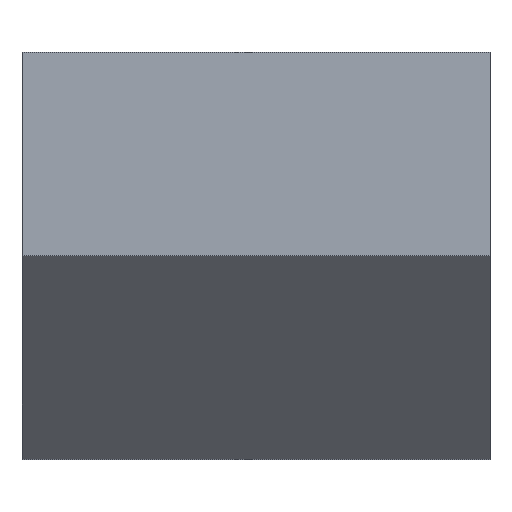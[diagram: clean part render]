
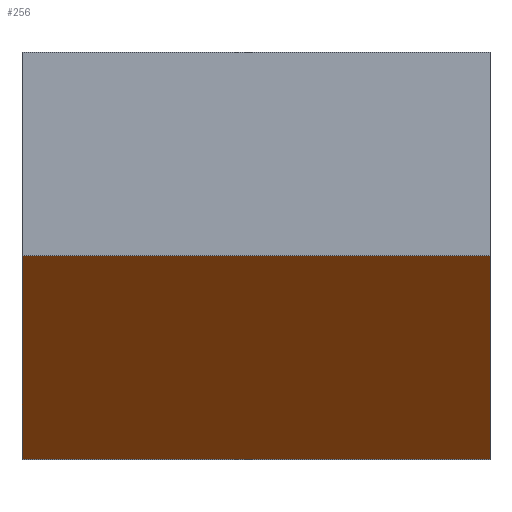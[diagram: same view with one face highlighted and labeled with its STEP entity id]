
A CAD part, top view. The second image highlights one B-rep face of the part: STEP entity #256.
In plain terms, the highlighted planar face has unit normal (0, -0.707, 0.707).
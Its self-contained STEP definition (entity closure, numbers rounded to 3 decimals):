
#39 = VERTEX_POINT('',#40);
#40 = CARTESIAN_POINT('',(0.,0.,2.735));
#47 = PLANE('',#48);
#48 = AXIS2_PLACEMENT_3D('',#49,#50,#51);
#49 = CARTESIAN_POINT('',(0.,0.,0.));
#50 = DIRECTION('',(1.,0.,0.));
#51 = DIRECTION('',(0.,0.,1.));
#59 = PLANE('',#60);
#60 = AXIS2_PLACEMENT_3D('',#61,#62,#63);
#61 = CARTESIAN_POINT('',(0.,0.,0.));
#62 = DIRECTION('',(0.,1.,0.));
#63 = DIRECTION('',(0.,0.,1.));
#128 = VERTEX_POINT('',#129);
#129 = CARTESIAN_POINT('',(0.,2.095,4.83));
#143 = PLANE('',#144);
#144 = AXIS2_PLACEMENT_3D('',#145,#146,#147);
#145 = CARTESIAN_POINT('',(0.,0.,4.83));
#146 = DIRECTION('',(0.,0.,1.));
#147 = DIRECTION('',(1.,0.,0.));
#155 = EDGE_CURVE('',#39,#128,#156,.T.);
#156 = SURFACE_CURVE('',#157,(#161,#168),.PCURVE_S1.);
#157 = LINE('',#158,#159);
#158 = CARTESIAN_POINT('',(0.,-0.16,2.575));
#159 = VECTOR('',#160,1.);
#160 = DIRECTION('',(-0.,0.707,0.707));
#161 = PCURVE('',#47,#162);
#162 = DEFINITIONAL_REPRESENTATION('',(#163),#167);
#163 = LINE('',#164,#165);
#164 = CARTESIAN_POINT('',(2.575,0.16));
#165 = VECTOR('',#166,1.);
#166 = DIRECTION('',(0.707,-0.707));
#167 = ( GEOMETRIC_REPRESENTATION_CONTEXT(2) 
PARAMETRIC_REPRESENTATION_CONTEXT() REPRESENTATION_CONTEXT('2D SPACE',''
  ) );
#168 = PCURVE('',#169,#174);
#169 = PLANE('',#170);
#170 = AXIS2_PLACEMENT_3D('',#171,#172,#173);
#171 = CARTESIAN_POINT('',(0.,1.048,3.783));
#172 = DIRECTION('',(0.,0.707,-0.707));
#173 = DIRECTION('',(-1.,-0.,-0.));
#174 = DEFINITIONAL_REPRESENTATION('',(#175),#179);
#175 = LINE('',#176,#177);
#176 = CARTESIAN_POINT('',(-0.,-1.708));
#177 = VECTOR('',#178,1.);
#178 = DIRECTION('',(-0.,1.));
#179 = ( GEOMETRIC_REPRESENTATION_CONTEXT(2) 
PARAMETRIC_REPRESENTATION_CONTEXT() REPRESENTATION_CONTEXT('2D SPACE',''
  ) );
#187 = VERTEX_POINT('',#188);
#188 = CARTESIAN_POINT('',(4.825,0.,2.735));
#202 = PLANE('',#203);
#203 = AXIS2_PLACEMENT_3D('',#204,#205,#206);
#204 = CARTESIAN_POINT('',(4.825,0.,0.));
#205 = DIRECTION('',(1.,0.,0.));
#206 = DIRECTION('',(0.,0.,1.));
#236 = EDGE_CURVE('',#39,#187,#237,.T.);
#237 = SURFACE_CURVE('',#238,(#242,#249),.PCURVE_S1.);
#238 = LINE('',#239,#240);
#239 = CARTESIAN_POINT('',(0.,0.,2.735));
#240 = VECTOR('',#241,1.);
#241 = DIRECTION('',(1.,0.,0.));
#242 = PCURVE('',#59,#243);
#243 = DEFINITIONAL_REPRESENTATION('',(#244),#248);
#244 = LINE('',#245,#246);
#245 = CARTESIAN_POINT('',(2.735,0.));
#246 = VECTOR('',#247,1.);
#247 = DIRECTION('',(0.,1.));
#248 = ( GEOMETRIC_REPRESENTATION_CONTEXT(2) 
PARAMETRIC_REPRESENTATION_CONTEXT() REPRESENTATION_CONTEXT('2D SPACE',''
  ) );
#249 = PCURVE('',#169,#250);
#250 = DEFINITIONAL_REPRESENTATION('',(#251),#255);
#251 = LINE('',#252,#253);
#252 = CARTESIAN_POINT('',(-0.,-1.481));
#253 = VECTOR('',#254,1.);
#254 = DIRECTION('',(-1.,0.));
#255 = ( GEOMETRIC_REPRESENTATION_CONTEXT(2) 
PARAMETRIC_REPRESENTATION_CONTEXT() REPRESENTATION_CONTEXT('2D SPACE',''
  ) );
#256 = ADVANCED_FACE('',(#257),#169,.F.);
#257 = FACE_BOUND('',#258,.T.);
#258 = EDGE_LOOP('',(#259,#260,#261,#284));
#259 = ORIENTED_EDGE('',*,*,#155,.F.);
#260 = ORIENTED_EDGE('',*,*,#236,.T.);
#261 = ORIENTED_EDGE('',*,*,#262,.T.);
#262 = EDGE_CURVE('',#187,#263,#265,.T.);
#263 = VERTEX_POINT('',#264);
#264 = CARTESIAN_POINT('',(4.825,2.095,4.83));
#265 = SURFACE_CURVE('',#266,(#270,#277),.PCURVE_S1.);
#266 = LINE('',#267,#268);
#267 = CARTESIAN_POINT('',(4.825,-0.16,2.575));
#268 = VECTOR('',#269,1.);
#269 = DIRECTION('',(-0.,0.707,0.707));
#270 = PCURVE('',#169,#271);
#271 = DEFINITIONAL_REPRESENTATION('',(#272),#276);
#272 = LINE('',#273,#274);
#273 = CARTESIAN_POINT('',(-4.825,-1.708));
#274 = VECTOR('',#275,1.);
#275 = DIRECTION('',(-0.,1.));
#276 = ( GEOMETRIC_REPRESENTATION_CONTEXT(2) 
PARAMETRIC_REPRESENTATION_CONTEXT() REPRESENTATION_CONTEXT('2D SPACE',''
  ) );
#277 = PCURVE('',#202,#278);
#278 = DEFINITIONAL_REPRESENTATION('',(#279),#283);
#279 = LINE('',#280,#281);
#280 = CARTESIAN_POINT('',(2.575,0.16));
#281 = VECTOR('',#282,1.);
#282 = DIRECTION('',(0.707,-0.707));
#283 = ( GEOMETRIC_REPRESENTATION_CONTEXT(2) 
PARAMETRIC_REPRESENTATION_CONTEXT() REPRESENTATION_CONTEXT('2D SPACE',''
  ) );
#284 = ORIENTED_EDGE('',*,*,#285,.F.);
#285 = EDGE_CURVE('',#128,#263,#286,.T.);
#286 = SURFACE_CURVE('',#287,(#291,#298),.PCURVE_S1.);
#287 = LINE('',#288,#289);
#288 = CARTESIAN_POINT('',(0.,2.095,4.83));
#289 = VECTOR('',#290,1.);
#290 = DIRECTION('',(1.,0.,0.));
#291 = PCURVE('',#169,#292);
#292 = DEFINITIONAL_REPRESENTATION('',(#293),#297);
#293 = LINE('',#294,#295);
#294 = CARTESIAN_POINT('',(-0.,1.481));
#295 = VECTOR('',#296,1.);
#296 = DIRECTION('',(-1.,0.));
#297 = ( GEOMETRIC_REPRESENTATION_CONTEXT(2) 
PARAMETRIC_REPRESENTATION_CONTEXT() REPRESENTATION_CONTEXT('2D SPACE',''
  ) );
#298 = PCURVE('',#143,#299);
#299 = DEFINITIONAL_REPRESENTATION('',(#300),#304);
#300 = LINE('',#301,#302);
#301 = CARTESIAN_POINT('',(0.,2.095));
#302 = VECTOR('',#303,1.);
#303 = DIRECTION('',(1.,0.));
#304 = ( GEOMETRIC_REPRESENTATION_CONTEXT(2) 
PARAMETRIC_REPRESENTATION_CONTEXT() REPRESENTATION_CONTEXT('2D SPACE',''
  ) );
